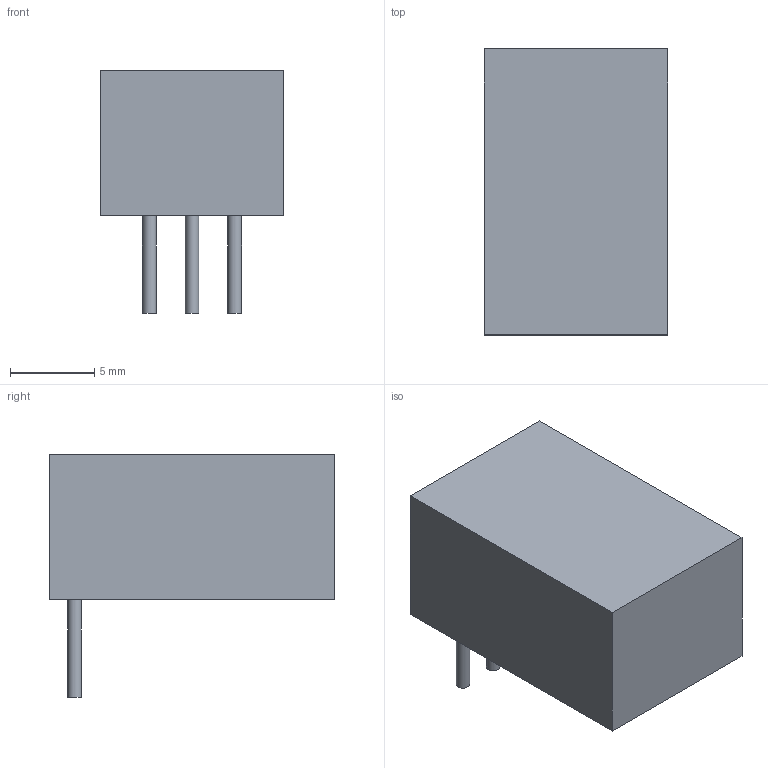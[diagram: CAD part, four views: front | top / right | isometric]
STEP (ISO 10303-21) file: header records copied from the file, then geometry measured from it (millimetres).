
FILE_DESCRIPTION(('STEP AP214'),'1');
FILE_NAME('OKI-78SR-51_5-W36H-C_MUR','2025-07-06T10:58:12',(''),(''),'','','');
FILE_SCHEMA(('AUTOMOTIVE_DESIGN'));
Length unit declared in the file: millimetre
Products named in the file (1): product
Bounding box: 10.92 x 17.02 x 14.43 mm (x, y, z)
Volume: 1614.2 mm3; surface area: 901.8 mm2
Topology: 4 solids, 4 shells, 15 faces, 21 edges, 14 vertices
Faces by surface type: plane 12, cylinder 3
Full cylindrical faces by diameter (mm): 0.813 x3
Entity records: 492 total; most frequent: DIRECTION 62, CARTESIAN_POINT 39, ORIENTED_EDGE 36, AXIS2_PLACEMENT_3D 25, PRESENTATION_STYLE_ASSIGNMENT 18, SURFACE_STYLE_USAGE 18, SURFACE_SIDE_STYLE 18, SURFACE_STYLE_FILL_AREA 18
